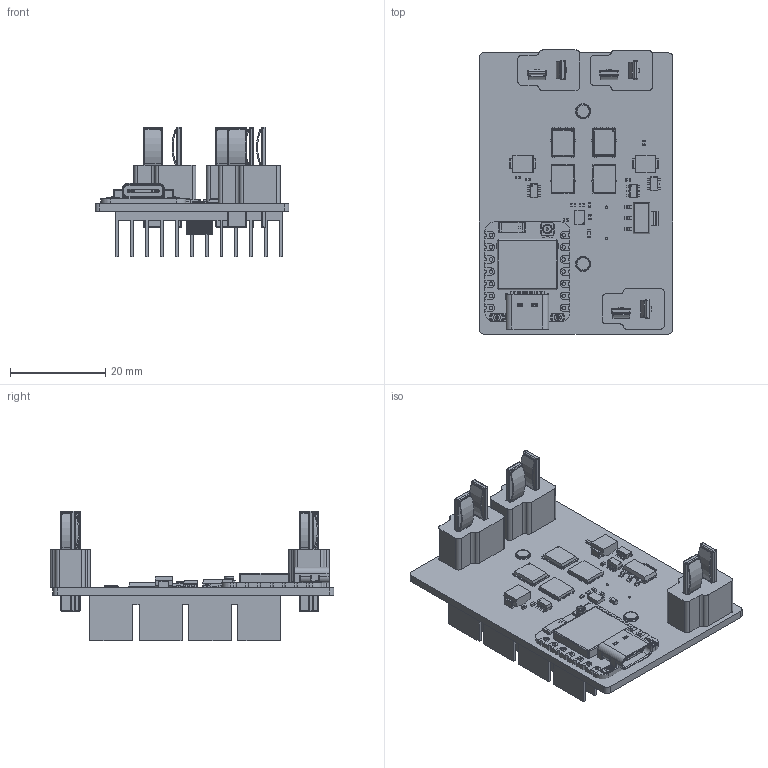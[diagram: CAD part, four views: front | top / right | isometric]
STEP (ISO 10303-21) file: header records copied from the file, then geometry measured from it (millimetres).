
FILE_DESCRIPTION(('KiCad electronic assembly'),'2;1');
FILE_NAME('power_distribution_board.step','2025-03-27T19:57:48',( 'Pcbnew'),('Kicad'),'Open CASCADE STEP processor 7.8', 'KiCad to STEP converter','Unknown');
FILE_SCHEMA(('AUTOMOTIVE_DESIGN { 1 0 10303 214 1 1 1 1 }'));
Length unit declared in the file: millimetre
Products named in the file (30): power_distribution_board 1; LTC2959IDDB#TRMPBF; ASSEMBLY; C_0402_1005Metric; INA180A1IDBVR; DBV0005A_ASM; R_0402_1005Metric; C_0603_1608Metric; NRVB10100MFST1G; NVMFS5113PLT1G; CHC M3 L4; Vis M3 v1; JustinsHeatsinkThing; T-Plug male - W.S Deans Co. Est. 1957; T plug male; NVMFWS2D1N08XT1G; NTMFWS1D5N08XT1G; SMBJ33CA; SMBJ-ALL; LM74700QDBVRQ1; TLV76150DCYR; DCY0004A_ASM; Seeed Studio XIAO ESP32-C6; Seeed Studio XIAO ESP32-C6 v7; power_distribution_board_PCB
Assembly tree (43 placements, depth 3):
  power_distribution_board 1
    LTC2959IDDB#TRMPBF
      ASSEMBLY
    C_0402_1005Metric  x7
      C_0402_1005Metric
    INA180A1IDBVR
      DBV0005A_ASM
    R_0402_1005Metric  x2
      R_0402_1005Metric
    C_0603_1608Metric
      C_0603_1608Metric
    NRVB10100MFST1G  x2
      NVMFS5113PLT1G
    CHC M3 L4  x2
      Vis M3 v1
    JustinsHeatsinkThing
      JustinsHeatsinkThing
    T-Plug male - W.S Deans Co. Est. 1957  x3
      T plug male
    NVMFWS2D1N08XT1G  x2
      NTMFWS1D5N08XT1G
    SMBJ33CA  x2
      SMBJ-ALL
    LM74700QDBVRQ1  x2
      ASSEMBLY
    TLV76150DCYR
      DCY0004A_ASM
    Seeed Studio XIAO ESP32-C6
      Seeed Studio XIAO ESP32-C6 v7
    power_distribution_board_PCB
Bounding box: 40.64 x 59.52 x 27.2 mm (x, y, z)
Volume: 11938.3 mm3; surface area: 21747.7 mm2
Topology: 128 solids, 128 shells, 3719 faces, 9812 edges, 6392 vertices
Faces by surface type: plane 2720, cylinder 859, sphere 63, bspline 48, torus 18, cone 11
Full cylindrical faces by diameter (mm): 0.2 x2, 0.25 x1, 0.5 x5, 0.6 x2, 0.75 x14, 1.524 x8, 1.65 x1, 1.9 x1, 2 x2, 2.356 x4, 2.927 x8, 3.2 x2, 4.9 x2
Entity records: 81102 total; most frequent: CARTESIAN_POINT 17519, ORIENTED_EDGE 13100, DIRECTION 12069, EDGE_CURVE 6550, LINE 4809, VECTOR 4809, VERTEX_POINT 4294, AXIS2_PLACEMENT_3D 3630
